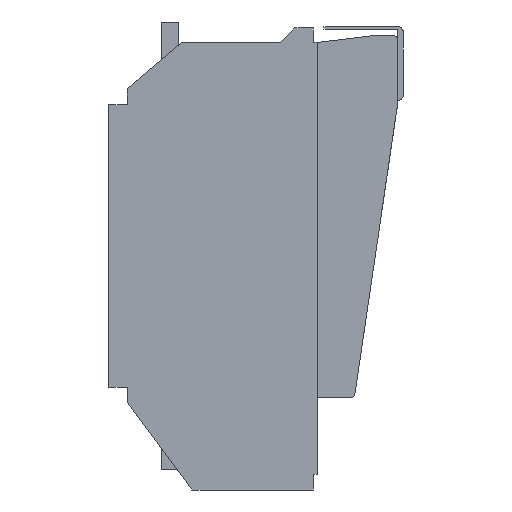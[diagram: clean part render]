
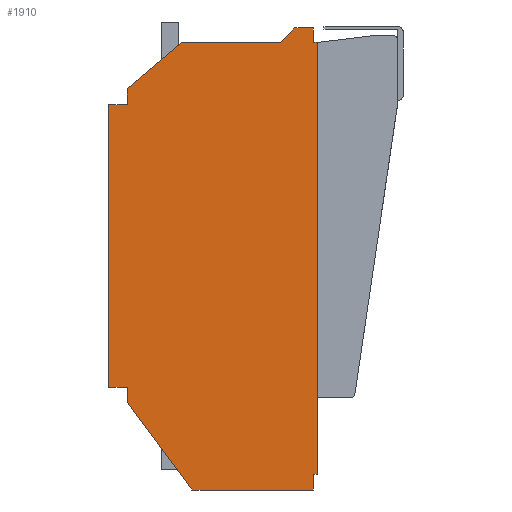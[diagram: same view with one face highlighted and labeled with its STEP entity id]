
A CAD part, front view. The second image highlights one B-rep face of the part: STEP entity #1910.
In plain terms, the highlighted planar face has unit normal (0, -1, 0).
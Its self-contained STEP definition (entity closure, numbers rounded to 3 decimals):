
#139=DIRECTION('',(0.,0.,-1.));
#140=VECTOR('',#139,214.);
#141=CARTESIAN_POINT('',(0.,-54.,107.));
#142=LINE('',#141,#140);
#261=DIRECTION('',(-1.,0.,0.));
#262=VECTOR('',#261,14.);
#263=CARTESIAN_POINT('',(14.,-54.,107.));
#264=LINE('',#263,#262);
#289=DIRECTION('',(0.,0.,-1.));
#290=VECTOR('',#289,12.);
#291=CARTESIAN_POINT('',(14.,-54.,119.));
#292=LINE('',#291,#290);
#352=DIRECTION('',(0.,0.,1.));
#353=VECTOR('',#352,327.);
#354=CARTESIAN_POINT('',(158.,-54.,-173.));
#355=LINE('',#354,#353);
#450=DIRECTION('',(1.,0.,0.));
#451=VECTOR('',#450,14.);
#452=CARTESIAN_POINT('',(0.,-54.,-107.));
#453=LINE('',#452,#451);
#471=DIRECTION('',(0.761,0.,0.649));
#472=VECTOR('',#471,53.907);
#473=CARTESIAN_POINT('',(14.,-54.,119.));
#474=LINE('',#473,#472);
#478=DIRECTION('',(0.707,0.,0.707));
#479=VECTOR('',#478,15.556);
#480=CARTESIAN_POINT('',(130.,-54.,154.));
#481=LINE('',#480,#479);
#485=DIRECTION('',(-0.596,0.,0.803));
#486=VECTOR('',#485,82.201);
#487=CARTESIAN_POINT('',(63.,-54.,-185.));
#488=LINE('',#487,#486);
#506=DIRECTION('',(-1.,0.,0.));
#507=VECTOR('',#506,75.);
#508=CARTESIAN_POINT('',(130.,-54.,154.));
#509=LINE('',#508,#507);
#569=DIRECTION('',(0.,0.,1.));
#570=VECTOR('',#569,11.);
#571=CARTESIAN_POINT('',(155.,-54.,154.));
#572=LINE('',#571,#570);
#599=DIRECTION('',(-1.,0.,0.));
#600=VECTOR('',#599,3.);
#601=CARTESIAN_POINT('',(158.,-54.,154.));
#602=LINE('',#601,#600);
#613=DIRECTION('',(-1.,0.,0.));
#614=VECTOR('',#613,14.);
#615=CARTESIAN_POINT('',(155.,-54.,165.));
#616=LINE('',#615,#614);
#664=DIRECTION('',(1.,0.,0.));
#665=VECTOR('',#664,3.);
#666=CARTESIAN_POINT('',(155.,-54.,-173.));
#667=LINE('',#666,#665);
#678=DIRECTION('',(0.,0.,1.));
#679=VECTOR('',#678,12.);
#680=CARTESIAN_POINT('',(155.,-54.,-185.));
#681=LINE('',#680,#679);
#715=DIRECTION('',(1.,0.,0.));
#716=VECTOR('',#715,92.);
#717=CARTESIAN_POINT('',(63.,-54.,-185.));
#718=LINE('',#717,#716);
#736=DIRECTION('',(0.,0.,-1.));
#737=VECTOR('',#736,12.);
#738=CARTESIAN_POINT('',(14.,-54.,-107.));
#739=LINE('',#738,#737);
#1443=CARTESIAN_POINT('',(0.,-54.,107.));
#1445=VERTEX_POINT('',#1443);
#1446=CARTESIAN_POINT('',(0.,-54.,-107.));
#1447=VERTEX_POINT('',#1446);
#1479=CARTESIAN_POINT('',(14.,-54.,107.));
#1481=VERTEX_POINT('',#1479);
#1492=CARTESIAN_POINT('',(14.,-54.,119.));
#1493=VERTEX_POINT('',#1492);
#1506=CARTESIAN_POINT('',(158.,-54.,-173.));
#1507=VERTEX_POINT('',#1506);
#1508=CARTESIAN_POINT('',(158.,-54.,154.));
#1509=VERTEX_POINT('',#1508);
#1538=CARTESIAN_POINT('',(14.,-54.,-107.));
#1539=VERTEX_POINT('',#1538);
#1544=CARTESIAN_POINT('',(55.,-54.,154.));
#1545=VERTEX_POINT('',#1544);
#1546=CARTESIAN_POINT('',(130.,-54.,154.));
#1547=VERTEX_POINT('',#1546);
#1548=CARTESIAN_POINT('',(141.,-54.,165.));
#1549=VERTEX_POINT('',#1548);
#1550=CARTESIAN_POINT('',(155.,-54.,165.));
#1551=VERTEX_POINT('',#1550);
#1552=CARTESIAN_POINT('',(155.,-54.,154.));
#1553=VERTEX_POINT('',#1552);
#1554=CARTESIAN_POINT('',(155.,-54.,-173.));
#1555=VERTEX_POINT('',#1554);
#1556=CARTESIAN_POINT('',(155.,-54.,-185.));
#1557=VERTEX_POINT('',#1556);
#1558=CARTESIAN_POINT('',(63.,-54.,-185.));
#1559=VERTEX_POINT('',#1558);
#1560=CARTESIAN_POINT('',(14.,-54.,-119.));
#1561=VERTEX_POINT('',#1560);
#1876=CARTESIAN_POINT('',(0.,-54.,0.));
#1877=DIRECTION('',(0.,-1.,0.));
#1878=DIRECTION('',(0.,0.,-1.));
#1879=AXIS2_PLACEMENT_3D('',#1876,#1877,#1878);
#1880=PLANE('',#1879);
#1881=ORIENTED_EDGE('',*,*,#1768,.F.);
#1883=ORIENTED_EDGE('',*,*,#1882,.T.);
#1885=ORIENTED_EDGE('',*,*,#1884,.F.);
#1887=ORIENTED_EDGE('',*,*,#1886,.T.);
#1889=ORIENTED_EDGE('',*,*,#1888,.F.);
#1891=ORIENTED_EDGE('',*,*,#1890,.F.);
#1893=ORIENTED_EDGE('',*,*,#1892,.F.);
#1894=ORIENTED_EDGE('',*,*,#1803,.F.);
#1896=ORIENTED_EDGE('',*,*,#1895,.F.);
#1898=ORIENTED_EDGE('',*,*,#1897,.F.);
#1900=ORIENTED_EDGE('',*,*,#1899,.F.);
#1902=ORIENTED_EDGE('',*,*,#1901,.T.);
#1904=ORIENTED_EDGE('',*,*,#1903,.F.);
#1905=ORIENTED_EDGE('',*,*,#1861,.F.);
#1906=ORIENTED_EDGE('',*,*,#1689,.F.);
#1907=ORIENTED_EDGE('',*,*,#1743,.F.);
#1908=EDGE_LOOP('',(#1881,#1883,#1885,#1887,#1889,#1891,#1893,#1894,#1896,#1898,
#1900,#1902,#1904,#1905,#1906,#1907));
#1909=FACE_OUTER_BOUND('',#1908,.F.);
#1689=EDGE_CURVE('',#1445,#1447,#142,.T.);
#1743=EDGE_CURVE('',#1481,#1445,#264,.T.);
#1768=EDGE_CURVE('',#1493,#1481,#292,.T.);
#1803=EDGE_CURVE('',#1507,#1509,#355,.T.);
#1861=EDGE_CURVE('',#1447,#1539,#453,.T.);
#1882=EDGE_CURVE('',#1493,#1545,#474,.T.);
#1884=EDGE_CURVE('',#1547,#1545,#509,.T.);
#1886=EDGE_CURVE('',#1547,#1549,#481,.T.);
#1888=EDGE_CURVE('',#1551,#1549,#616,.T.);
#1890=EDGE_CURVE('',#1553,#1551,#572,.T.);
#1892=EDGE_CURVE('',#1509,#1553,#602,.T.);
#1895=EDGE_CURVE('',#1555,#1507,#667,.T.);
#1897=EDGE_CURVE('',#1557,#1555,#681,.T.);
#1899=EDGE_CURVE('',#1559,#1557,#718,.T.);
#1901=EDGE_CURVE('',#1559,#1561,#488,.T.);
#1903=EDGE_CURVE('',#1539,#1561,#739,.T.);
#1910=ADVANCED_FACE('',(#1909),#1880,.T.);
